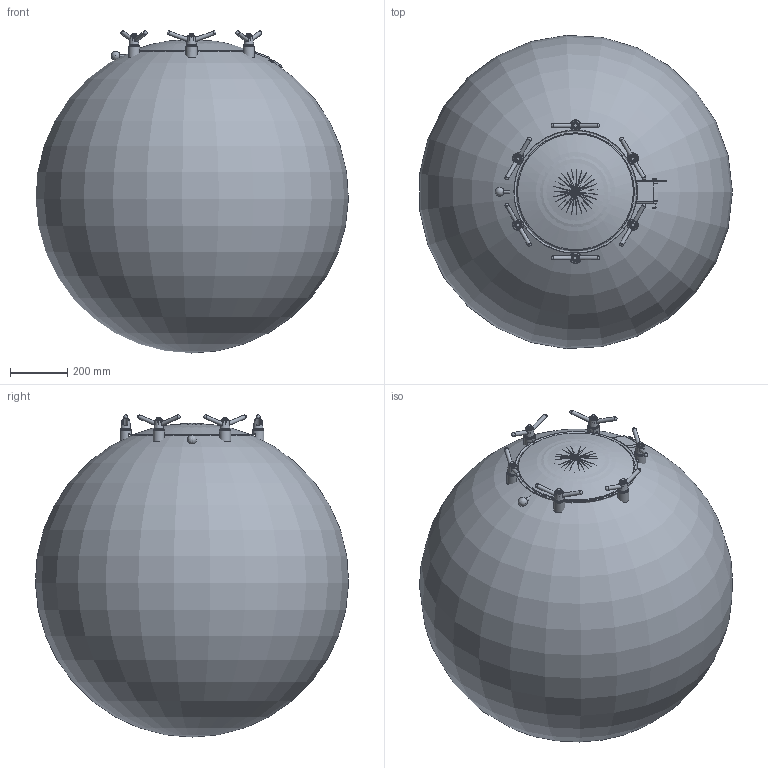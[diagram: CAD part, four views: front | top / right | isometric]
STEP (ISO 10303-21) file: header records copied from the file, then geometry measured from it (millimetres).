
FILE_DESCRIPTION(/* description */ ('Unknown'),/* implementation_level */ '2;1');
FILE_NAME(/* name */ 'MOD 400P_03 rev 0',/* time_stamp */ '2016-07-04T11:28:14+02:00',/* author */ ('Unknown'),/* organization */ ('Unknown'),/* preprocessor_version */ 'ST-DEVELOPER v16',/* originating_system */ 'DEX',/* authorisation */ $);
FILE_SCHEMA (('AUTOMOTIVE_DESIGN {1 0 10303 214 3 1 1}'));
Length unit declared in the file: millimetre
Products named in the file (24): MOD 400P_03 rev 0; 7TA9301 rev 03; 8ALA1 rev 01; 81122 rev 0; 82034 rev 0; 7CA9320 rev 0; 73101 rev 01; 8A411 rev 01; 8AS131 rev 01; 82020 rev 01; 97258; 9625 assieme; 97239 rev 0; 93010 rev 0; 95427; 91003 rev 0; 97200 rev 01; 97053; 94030 rev 01; 94030_2 rev 01; 94030_1; 93017 rev 02; 97301 rev 01; 95421
Assembly tree (63 placements, depth 4):
  MOD 400P_03 rev 0
    7TA9301 rev 03
      8ALA1 rev 01
      81122 rev 0  x6
      82034 rev 0
    7CA9320 rev 0
      73101 rev 01
        8A411 rev 01
        8AS131 rev 01
      82020 rev 01
      97258
    9625 assieme
    97239 rev 0
    93010 rev 0  x6
    95427  x6
    91003 rev 0  x6
    97200 rev 01  x6
    97053  x6
    94030 rev 01  x6
      94030_2 rev 01
      94030_1
    93017 rev 02
    97301 rev 01  x6
    95421
Bounding box: 1096.08 x 1097.93 x 1129.13 mm (x, y, z)
Volume: 17505860.7 mm3; surface area: 8805707.6 mm2
Topology: 64 solids, 64 shells, 1079 faces, 2585 edges, 1632 vertices
Faces by surface type: plane 568, cylinder 309, cone 111, bspline 40, torus 37, sphere 14
Full cylindrical faces by diameter (mm): 2 x12, 8.376 x1, 10 x3, 10.5 x1, 12 x2, 13 x2, 13.835 x6, 14 x12, 16 x14, 17 x18, 18 x12, 18.5 x18, 20 x18, 20.2 x1, 30 x12, 400 x1, 402 x1, 406 x3, 409.6 x1, 412 x1, 421 x1, 425 x1, 427 x1, 432 x2
Entity records: 12857 total; most frequent: CARTESIAN_POINT 4731, DIRECTION 1646, ORIENTED_EDGE 1292, EDGE_CURVE 646, AXIS2_PLACEMENT_3D 646, VERTEX_POINT 464, FACE_BOUND 464, EDGE_LOOP 460
